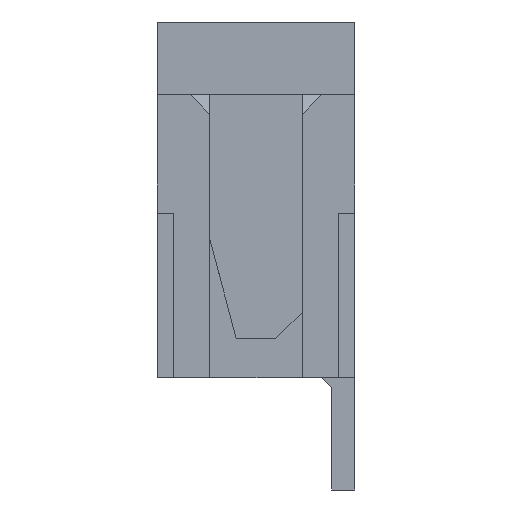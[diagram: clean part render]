
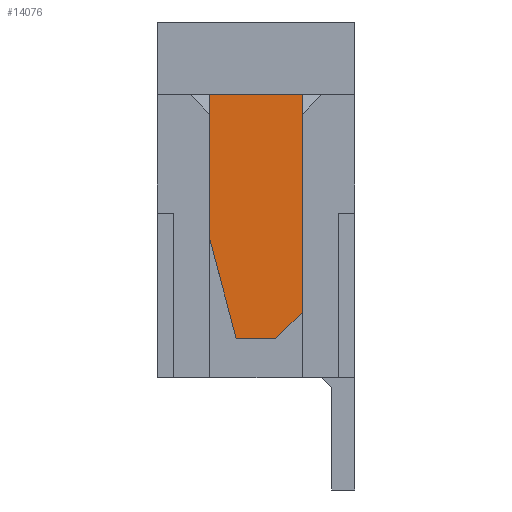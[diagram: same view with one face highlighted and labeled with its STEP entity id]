
A CAD part, left-side view. The second image highlights one B-rep face of the part: STEP entity #14076.
In plain terms, the highlighted planar face has unit normal (-1, 0, 0).
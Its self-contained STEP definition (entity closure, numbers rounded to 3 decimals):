
#4057=ORIENTED_EDGE('',*,*,#6148,.F.);
#4058=ORIENTED_EDGE('',*,*,#6149,.T.);
#4059=ORIENTED_EDGE('',*,*,#6142,.T.);
#4060=ORIENTED_EDGE('',*,*,#6111,.T.);
#4061=ORIENTED_EDGE('',*,*,#6150,.F.);
#4062=ORIENTED_EDGE('',*,*,#6151,.T.);
#6111=EDGE_CURVE('',#7404,#7405,#9353,.T.);
#6142=EDGE_CURVE('',#7426,#7404,#9384,.T.);
#6148=EDGE_CURVE('',#7431,#7432,#9390,.T.);
#6149=EDGE_CURVE('',#7431,#7426,#9391,.T.);
#6150=EDGE_CURVE('',#7433,#7405,#9392,.T.);
#6151=EDGE_CURVE('',#7433,#7432,#9393,.T.);
#7404=VERTEX_POINT('',#22074);
#7405=VERTEX_POINT('',#22075);
#7426=VERTEX_POINT('',#22137);
#7431=VERTEX_POINT('',#22149);
#7432=VERTEX_POINT('',#22150);
#7433=VERTEX_POINT('',#22153);
#9353=LINE('',#22073,#11339);
#9384=LINE('',#22136,#11370);
#9390=LINE('',#22148,#11376);
#9391=LINE('',#22151,#11377);
#9392=LINE('',#22152,#11378);
#9393=LINE('',#22154,#11379);
#11339=VECTOR('',#18105,1000.);
#11370=VECTOR('',#18156,1000.);
#11376=VECTOR('',#18164,1000.);
#11377=VECTOR('',#18165,1000.);
#11378=VECTOR('',#18166,1000.);
#11379=VECTOR('',#18167,1000.);
#12076=EDGE_LOOP('',(#4057,#4058,#4059,#4060,#4061,#4062));
#12748=FACE_BOUND('',#12076,.T.);
#13406=PLANE('',#14839);
#14076=ADVANCED_FACE('',(#12748),#13406,.F.);
#14839=AXIS2_PLACEMENT_3D('',#22147,#18162,#18163);
#18105=DIRECTION('',(0.,1.,0.));
#18156=DIRECTION('',(0.,0.,1.));
#18162=DIRECTION('',(1.,0.,0.));
#18163=DIRECTION('',(0.,0.,-1.));
#18164=DIRECTION('',(0.,1.,0.));
#18165=DIRECTION('',(0.,-0.707,0.707));
#18166=DIRECTION('',(0.,0.,1.));
#18167=DIRECTION('',(0.,-0.258,-0.966));
#22073=CARTESIAN_POINT('',(-14.75,-0.7,-0.55));
#22074=CARTESIAN_POINT('',(-14.75,-0.7,-0.55));
#22075=CARTESIAN_POINT('',(-14.75,0.7,-0.55));
#22136=CARTESIAN_POINT('',(-14.75,-0.7,-4.25));
#22137=CARTESIAN_POINT('',(-14.75,-0.7,-3.85));
#22147=CARTESIAN_POINT('',(-14.75,-0.7,-4.25));
#22148=CARTESIAN_POINT('',(-14.75,-0.7,-4.25));
#22149=CARTESIAN_POINT('',(-14.75,-0.3,-4.25));
#22150=CARTESIAN_POINT('',(-14.75,0.3,-4.25));
#22151=CARTESIAN_POINT('',(-14.75,-0.3,-4.25));
#22152=CARTESIAN_POINT('',(-14.75,0.7,-4.25));
#22153=CARTESIAN_POINT('',(-14.75,0.7,-2.75));
#22154=CARTESIAN_POINT('',(-14.75,0.3,-4.25));
